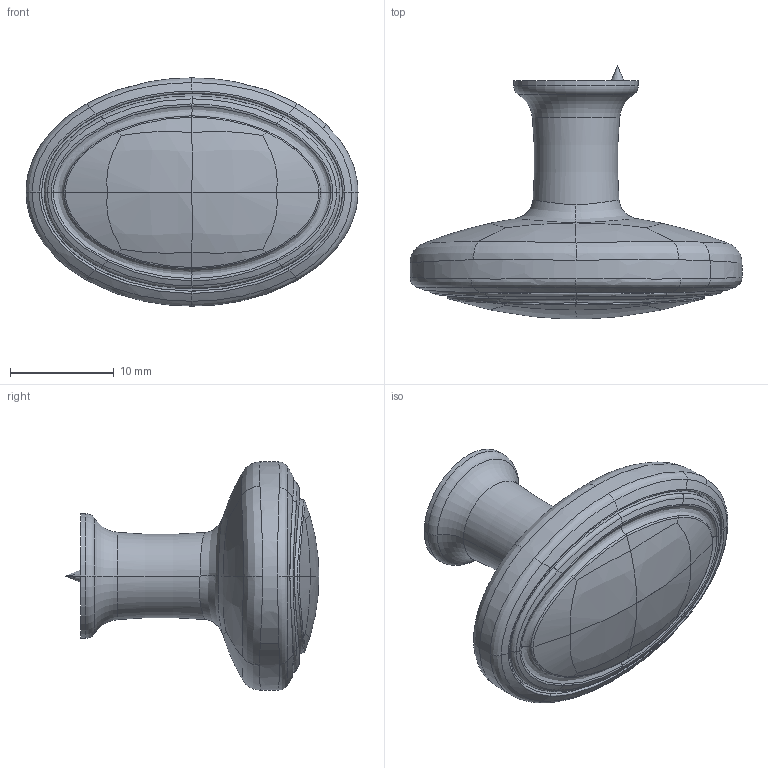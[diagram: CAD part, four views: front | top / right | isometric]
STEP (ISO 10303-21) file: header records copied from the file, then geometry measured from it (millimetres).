
FILE_DESCRIPTION(('Creo Elements/Direct Modeling STEP Export'),'2;1');
FILE_NAME('1972-32.stp','2024-09-16T11:17:48',(''),(''),'Creo Elements/Direct Modeling STEP processor for AP214 (Solid Model)','Creo Elements/Direct Modeling 20.0 12-Nov-2016 (C) Parametric Technology GmbH','');
FILE_SCHEMA(('AUTOMOTIVE_DESIGN { 1 0 10303 214 1 1 1 1 }'));
Length unit declared in the file: millimetre
Products named in the file (4): Knopf; Einlage.1
Assembly tree (2 placements, depth 2):
  Knopf
    Knopf
  Einlage.1
    Einlage.1
Bounding box: 32 x 24.47 x 22 mm (x, y, z)
Volume: 3455.1 mm3; surface area: 3589.1 mm2
Topology: 2 solids, 2 shells, 174 faces, 427 edges, 253 vertices
Faces by surface type: bspline 114, cylinder 30, extrusion 10, cone 8, torus 6, plane 6
Entity records: 49960 total; most frequent: CARTESIAN_POINT 46887, ORIENTED_EDGE 834, EDGE_CURVE 417, VERTEX_POINT 253, DIRECTION 248, B_SPLINE_CURVE_WITH_KNOTS 248, EDGE_LOOP 180, FACE_OUTER_BOUND 174
